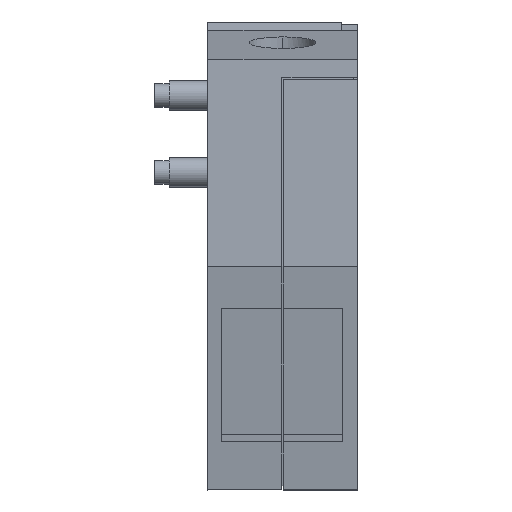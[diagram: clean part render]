
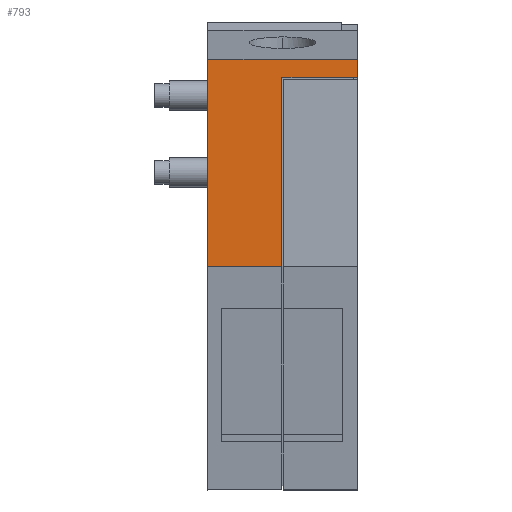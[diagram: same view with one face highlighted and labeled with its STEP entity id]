
A CAD part, top view. The second image highlights one B-rep face of the part: STEP entity #793.
In plain terms, the highlighted planar face has unit normal (0, 0, 1).
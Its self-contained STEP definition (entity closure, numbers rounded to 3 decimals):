
#757=AXIS2_PLACEMENT_3D('Plane Axis2P3D',#754,#755,#756) ;
#386=CARTESIAN_POINT('Vertex',(3.6,29.025,44.9)) ;
#389=CARTESIAN_POINT('Line Origine',(8.65,29.025,44.9)) ;
#393=CARTESIAN_POINT('Vertex',(13.7,29.025,44.9)) ;
#463=CARTESIAN_POINT('Vertex',(3.6,15.025,44.9)) ;
#466=CARTESIAN_POINT('Line Origine',(3.6,22.025,44.9)) ;
#754=CARTESIAN_POINT('Axis2P3D Location',(3.6,29.025,44.9)) ;
#759=CARTESIAN_POINT('Line Origine',(13.7,28.41,44.9)) ;
#763=CARTESIAN_POINT('Vertex',(13.7,27.796,44.9)) ;
#766=CARTESIAN_POINT('Line Origine',(6.1,15.025,44.9)) ;
#770=CARTESIAN_POINT('Vertex',(8.6,15.025,44.9)) ;
#773=CARTESIAN_POINT('Line Origine',(8.6,21.41,44.9)) ;
#777=CARTESIAN_POINT('Vertex',(8.6,27.796,44.9)) ;
#780=CARTESIAN_POINT('Line Origine',(11.15,27.796,44.9)) ;
#390=DIRECTION('Vector Direction',(1.,0.,0.)) ;
#467=DIRECTION('Vector Direction',(0.,-1.,0.)) ;
#755=DIRECTION('Axis2P3D Direction',(0.,0.,1.)) ;
#756=DIRECTION('Axis2P3D XDirection',(0.,-1.,0.)) ;
#760=DIRECTION('Vector Direction',(0.,-1.,0.)) ;
#767=DIRECTION('Vector Direction',(1.,0.,0.)) ;
#774=DIRECTION('Vector Direction',(0.,1.,0.)) ;
#781=DIRECTION('Vector Direction',(1.,0.,0.)) ;
#391=VECTOR('Line Direction',#390,1.) ;
#468=VECTOR('Line Direction',#467,1.) ;
#761=VECTOR('Line Direction',#760,1.) ;
#768=VECTOR('Line Direction',#767,1.) ;
#775=VECTOR('Line Direction',#774,1.) ;
#782=VECTOR('Line Direction',#781,1.) ;
#786=ORIENTED_EDGE('',*,*,#765,.F.) ;
#787=ORIENTED_EDGE('',*,*,#395,.F.) ;
#788=ORIENTED_EDGE('',*,*,#470,.F.) ;
#789=ORIENTED_EDGE('',*,*,#772,.T.) ;
#790=ORIENTED_EDGE('',*,*,#779,.F.) ;
#791=ORIENTED_EDGE('',*,*,#784,.F.) ;
#793=ADVANCED_FACE('PRIMARY',(#792),#758,.T.) ;
#395=EDGE_CURVE('',#387,#394,#392,.T.) ;
#470=EDGE_CURVE('',#464,#387,#469,.F.) ;
#765=EDGE_CURVE('',#394,#764,#762,.T.) ;
#772=EDGE_CURVE('',#464,#771,#769,.T.) ;
#779=EDGE_CURVE('',#778,#771,#776,.F.) ;
#784=EDGE_CURVE('',#764,#778,#783,.F.) ;
#785=EDGE_LOOP('',(#786,#787,#788,#789,#790,#791)) ;
#792=FACE_OUTER_BOUND('',#785,.T.) ;
#392=LINE('Line',#389,#391) ;
#469=LINE('Line',#466,#468) ;
#762=LINE('Line',#759,#761) ;
#769=LINE('Line',#766,#768) ;
#776=LINE('Line',#773,#775) ;
#783=LINE('Line',#780,#782) ;
#758=PLANE('',#757) ;
#387=VERTEX_POINT('',#386) ;
#394=VERTEX_POINT('',#393) ;
#464=VERTEX_POINT('',#463) ;
#764=VERTEX_POINT('',#763) ;
#771=VERTEX_POINT('',#770) ;
#778=VERTEX_POINT('',#777) ;
